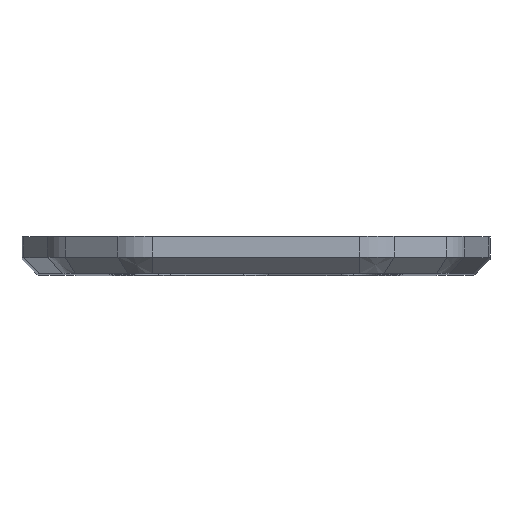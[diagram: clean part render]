
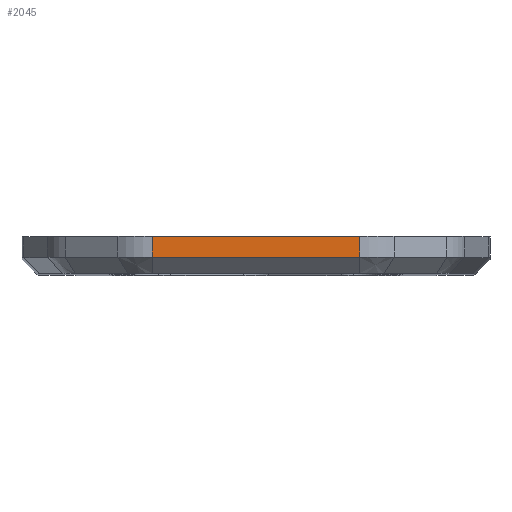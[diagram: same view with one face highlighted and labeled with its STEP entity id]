
A CAD part, top view. The second image highlights one B-rep face of the part: STEP entity #2045.
In plain terms, the highlighted planar face has unit normal (0, 0, 1).
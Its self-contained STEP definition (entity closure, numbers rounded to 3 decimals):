
#44=DIRECTION('',(-1.,0.,0.));
#45=VECTOR('',#44,16.86);
#46=CARTESIAN_POINT('',(8.43,-32.,8.124));
#47=LINE('',#46,#45);
#712=DIRECTION('',(1.,0.,0.));
#713=VECTOR('',#712,16.86);
#714=CARTESIAN_POINT('',(-8.43,-33.7,8.124));
#715=LINE('',#714,#713);
#716=DIRECTION('',(0.,1.,0.));
#717=VECTOR('',#716,1.7);
#718=CARTESIAN_POINT('',(-8.43,-33.7,8.124));
#719=LINE('',#718,#717);
#720=DIRECTION('',(0.,1.,0.));
#721=VECTOR('',#720,1.7);
#722=CARTESIAN_POINT('',(8.43,-33.7,8.124));
#723=LINE('',#722,#721);
#1001=CARTESIAN_POINT('',(-8.43,-32.,8.124));
#1003=VERTEX_POINT('',#1001);
#1004=CARTESIAN_POINT('',(8.43,-32.,8.124));
#1006=VERTEX_POINT('',#1004);
#1152=CARTESIAN_POINT('',(8.43,-33.7,8.124));
#1153=VERTEX_POINT('',#1152);
#1156=CARTESIAN_POINT('',(-8.43,-33.7,
8.124));
#1157=VERTEX_POINT('',#1156);
#2032=CARTESIAN_POINT('',(10.,-32.,8.124));
#2033=DIRECTION('',(0.,0.,1.));
#2034=DIRECTION('',(-1.,0.,0.));
#2035=AXIS2_PLACEMENT_3D('',#2032,#2033,#2034);
#2036=PLANE('',#2035);
#2038=ORIENTED_EDGE('',*,*,#2037,.F.);
#2040=ORIENTED_EDGE('',*,*,#2039,.T.);
#2041=ORIENTED_EDGE('',*,*,#1219,.F.);
#2042=ORIENTED_EDGE('',*,*,#2025,.F.);
#2043=EDGE_LOOP('',(#2038,#2040,#2041,#2042));
#2044=FACE_OUTER_BOUND('',#2043,.F.);
#2045=ADVANCED_FACE('',(#2044),#2036,.T.);
#1219=EDGE_CURVE('',#1006,#1003,#47,.T.);
#2025=EDGE_CURVE('',#1153,#1006,#723,.T.);
#2037=EDGE_CURVE('',#1157,#1153,#715,.T.);
#2039=EDGE_CURVE('',#1157,#1003,#719,.T.);
